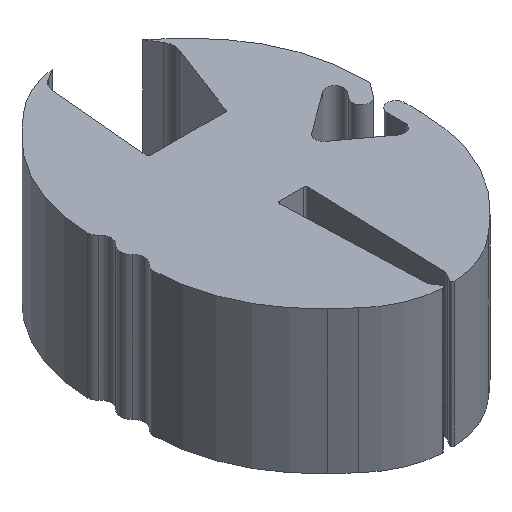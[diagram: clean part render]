
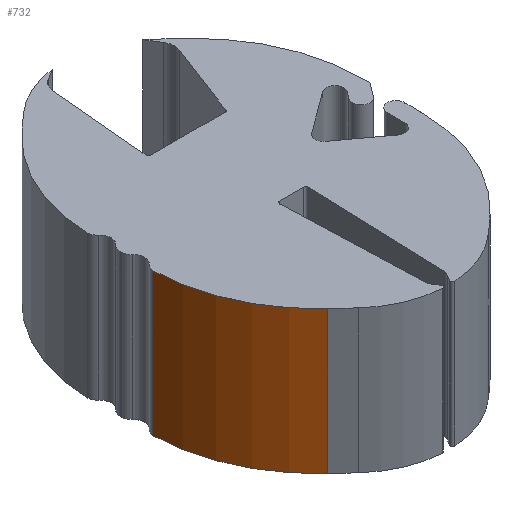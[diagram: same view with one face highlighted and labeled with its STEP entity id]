
A CAD part, isometric view. The second image highlights one B-rep face of the part: STEP entity #732.
In plain terms, the highlighted cylindrical face has radius 11.772 mm (diameter 23.544 mm), a partial arc.
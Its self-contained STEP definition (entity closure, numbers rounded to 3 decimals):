
#12 = VERTEX_POINT ( 'NONE', #1215 ) ;
#18 = VERTEX_POINT ( 'NONE', #1221 ) ;
#47 = FACE_OUTER_BOUND ( 'NONE', #186, .T. ) ;
#107 = ORIENTED_EDGE ( 'NONE', *, *, #1937, .T. ) ;
#108 = ORIENTED_EDGE ( 'NONE', *, *, #1935, .T. ) ;
#142 = ORIENTED_EDGE ( 'NONE', *, *, #1885, .F. ) ;
#179 = ORIENTED_EDGE ( 'NONE', *, *, #1880, .F. ) ;
#186 = EDGE_LOOP ( 'NONE', ( #142, #108, #179, #107 ) ) ;
#486 = CYLINDRICAL_SURFACE ( 'NONE', #1058, 11.772 ) ;
#633 = CARTESIAN_POINT ( 'NONE',  ( -9.497, -7.076, 0. ) ) ;
#643 = DIRECTION ( 'NONE',  ( 0., 0., -1. ) ) ;
#644 = CARTESIAN_POINT ( 'NONE',  ( -5.686, -15.494, -38.015 ) ) ;
#647 = DIRECTION ( 'NONE',  ( 0., 0., 1. ) ) ;
#732 = ADVANCED_FACE ( 'NONE', ( #47 ), #486, .T. ) ;
#873 = CIRCLE ( 'NONE', #1116, 11.772 ) ;
#878 = CIRCLE ( 'NONE', #1120, 11.772 ) ;
#939 = LINE ( 'NONE', #644, #957 ) ;
#949 = LINE ( 'NONE', #633, #953 ) ;
#953 = VECTOR ( 'NONE', #643, 1000. ) ;
#957 = VECTOR ( 'NONE', #647, 1000. ) ;
#1058 = AXIS2_PLACEMENT_3D ( 'NONE', #1371, #1370, #1369 ) ;
#1116 = AXIS2_PLACEMENT_3D ( 'NONE', #1726, #1735, #1736 ) ;
#1120 = AXIS2_PLACEMENT_3D ( 'NONE', #1743, #1750, #1751 ) ;
#1169 = VERTEX_POINT ( 'NONE', #1498 ) ;
#1174 = VERTEX_POINT ( 'NONE', #1503 ) ;
#1215 = CARTESIAN_POINT ( 'NONE',  ( -5.686, -15.494, -5. ) ) ;
#1221 = CARTESIAN_POINT ( 'NONE',  ( -9.497, -7.076, -5. ) ) ;
#1369 = DIRECTION ( 'NONE',  ( 1., 0., 0. ) ) ;
#1370 = DIRECTION ( 'NONE',  ( 0., 0., 1. ) ) ;
#1371 = CARTESIAN_POINT ( 'NONE',  ( 2.272, -6.819, -38.015 ) ) ;
#1498 = CARTESIAN_POINT ( 'NONE',  ( -5.686, -15.494, 5. ) ) ;
#1503 = CARTESIAN_POINT ( 'NONE',  ( -9.497, -7.076, 5. ) ) ;
#1726 = CARTESIAN_POINT ( 'NONE',  ( 2.272, -6.819, -5. ) ) ;
#1735 = DIRECTION ( 'NONE',  ( 0., 0., -1. ) ) ;
#1736 = DIRECTION ( 'NONE',  ( 1., 0., 0. ) ) ;
#1743 = CARTESIAN_POINT ( 'NONE',  ( 2.272, -6.819, 5. ) ) ;
#1750 = DIRECTION ( 'NONE',  ( 0., 0., 1. ) ) ;
#1751 = DIRECTION ( 'NONE',  ( 1., 0., 0. ) ) ;
#1880 = EDGE_CURVE ( 'NONE', #12, #18, #873, .T. ) ;
#1885 = EDGE_CURVE ( 'NONE', #1174, #1169, #878, .T. ) ;
#1935 = EDGE_CURVE ( 'NONE', #1174, #18, #949, .T. ) ;
#1937 = EDGE_CURVE ( 'NONE', #12, #1169, #939, .T. ) ;
